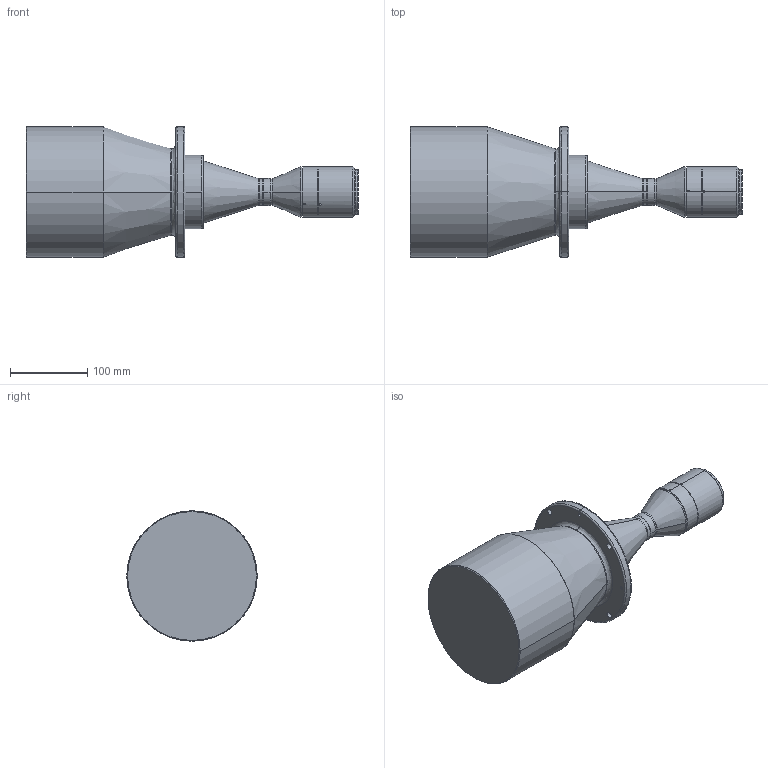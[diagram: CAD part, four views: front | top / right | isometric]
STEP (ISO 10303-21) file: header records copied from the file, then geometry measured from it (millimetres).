
FILE_DESCRIPTION (( 'STEP AP203' ), '1' );
FILE_NAME ('DTCM175-136-M58-AL.STEP', '2019-11-14T07:59:02', ( 'Windows 蚚誧' ), ( '' ), 'SwSTEP 2.0', 'SolidWorks 2017', '' );
FILE_SCHEMA (( 'CONFIG_CONTROL_DESIGN' ));
Length unit declared in the file: millimetre
Products named in the file (1): DTCM175-136-M58-AL
Bounding box: 430.3 x 169 x 169 mm (x, y, z)
Volume: 4659684.6 mm3; surface area: 204786.4 mm2
Topology: 1 solids, 1 shells, 109 faces, 265 edges, 160 vertices
Faces by surface type: cylinder 54, cone 28, bspline 16, plane 11
Entity records: 4090 total; most frequent: CARTESIAN_POINT 1535, DIRECTION 535, ORIENTED_EDGE 506, EDGE_CURVE 253, AXIS2_PLACEMENT_3D 226, VERTEX_POINT 160, EDGE_LOOP 139, CIRCLE 132
